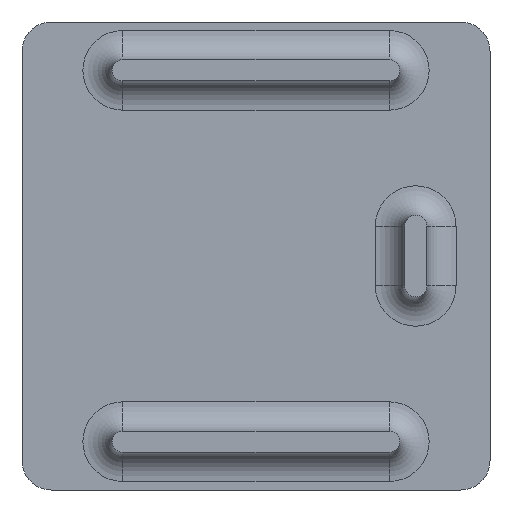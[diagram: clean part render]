
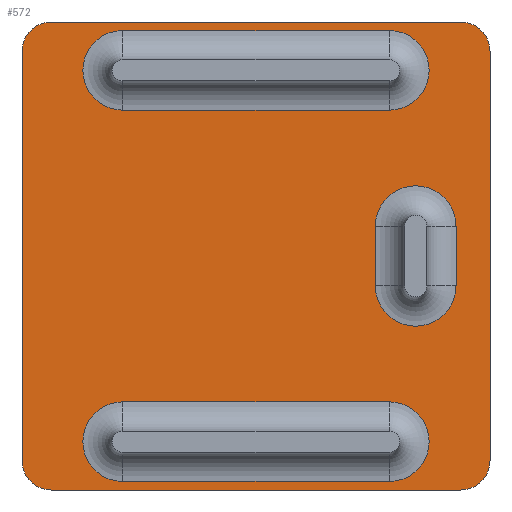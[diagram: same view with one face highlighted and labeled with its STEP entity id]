
A CAD part, front view. The second image highlights one B-rep face of the part: STEP entity #572.
In plain terms, the highlighted planar face has unit normal (0, -1, 0).
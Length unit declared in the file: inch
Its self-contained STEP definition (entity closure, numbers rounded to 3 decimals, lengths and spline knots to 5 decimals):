
#15=FACE_BOUND('',#185,.T.);
#16=FACE_BOUND('',#186,.T.);
#17=FACE_BOUND('',#187,.T.);
#19=PLANE('',#640);
#33=LINE('',#912,#79);
#35=LINE('',#921,#81);
#41=LINE('',#938,#87);
#42=LINE('',#942,#88);
#43=LINE('',#946,#89);
#44=LINE('',#949,#90);
#45=LINE('',#954,#91);
#46=LINE('',#957,#92);
#47=LINE('',#960,#93);
#48=LINE('',#964,#94);
#79=VECTOR('',#716,0.3937);
#81=VECTOR('',#728,0.3937);
#87=VECTOR('',#744,0.3937);
#88=VECTOR('',#747,0.3937);
#89=VECTOR('',#750,0.3937);
#90=VECTOR('',#753,0.3937);
#91=VECTOR('',#756,0.3937);
#92=VECTOR('',#759,0.3937);
#93=VECTOR('',#760,0.3937);
#94=VECTOR('',#763,0.3937);
#147=FACE_OUTER_BOUND('',#184,.T.);
#184=EDGE_LOOP('',(#416,#417,#418,#419,#420,#421,#422,#423));
#185=EDGE_LOOP('',(#424,#425,#426,#427));
#186=EDGE_LOOP('',(#428,#429,#430,#431));
#187=EDGE_LOOP('',(#432,#433,#434,#435));
#221=CIRCLE('',#629,0.17);
#224=CIRCLE('',#634,0.17);
#227=CIRCLE('',#641,0.125);
#228=CIRCLE('',#642,0.125);
#229=CIRCLE('',#643,0.125);
#230=CIRCLE('',#644,0.125);
#231=CIRCLE('',#645,0.1725);
#232=CIRCLE('',#646,0.1725);
#233=CIRCLE('',#647,0.17);
#234=CIRCLE('',#648,0.17);
#256=VERTEX_POINT('',#900);
#259=VERTEX_POINT('',#905);
#261=VERTEX_POINT('',#910);
#263=VERTEX_POINT('',#916);
#267=VERTEX_POINT('',#934);
#268=VERTEX_POINT('',#935);
#269=VERTEX_POINT('',#937);
#270=VERTEX_POINT('',#939);
#271=VERTEX_POINT('',#941);
#272=VERTEX_POINT('',#943);
#273=VERTEX_POINT('',#945);
#274=VERTEX_POINT('',#947);
#275=VERTEX_POINT('',#950);
#276=VERTEX_POINT('',#951);
#277=VERTEX_POINT('',#953);
#278=VERTEX_POINT('',#955);
#279=VERTEX_POINT('',#958);
#280=VERTEX_POINT('',#959);
#281=VERTEX_POINT('',#961);
#282=VERTEX_POINT('',#963);
#311=EDGE_CURVE('',#259,#256,#221,.T.);
#313=EDGE_CURVE('',#261,#259,#33,.T.);
#316=EDGE_CURVE('',#263,#261,#224,.T.);
#318=EDGE_CURVE('',#256,#263,#35,.T.);
#325=EDGE_CURVE('',#267,#268,#227,.T.);
#326=EDGE_CURVE('',#269,#267,#41,.T.);
#327=EDGE_CURVE('',#270,#269,#228,.T.);
#328=EDGE_CURVE('',#271,#270,#42,.T.);
#329=EDGE_CURVE('',#272,#271,#229,.T.);
#330=EDGE_CURVE('',#273,#272,#43,.T.);
#331=EDGE_CURVE('',#274,#273,#230,.T.);
#332=EDGE_CURVE('',#268,#274,#44,.T.);
#333=EDGE_CURVE('',#275,#276,#231,.T.);
#334=EDGE_CURVE('',#277,#275,#45,.T.);
#335=EDGE_CURVE('',#278,#277,#232,.T.);
#336=EDGE_CURVE('',#276,#278,#46,.T.);
#337=EDGE_CURVE('',#279,#280,#47,.T.);
#338=EDGE_CURVE('',#281,#279,#233,.T.);
#339=EDGE_CURVE('',#282,#281,#48,.T.);
#340=EDGE_CURVE('',#280,#282,#234,.T.);
#416=ORIENTED_EDGE('',*,*,#325,.F.);
#417=ORIENTED_EDGE('',*,*,#326,.F.);
#418=ORIENTED_EDGE('',*,*,#327,.F.);
#419=ORIENTED_EDGE('',*,*,#328,.F.);
#420=ORIENTED_EDGE('',*,*,#329,.F.);
#421=ORIENTED_EDGE('',*,*,#330,.F.);
#422=ORIENTED_EDGE('',*,*,#331,.F.);
#423=ORIENTED_EDGE('',*,*,#332,.F.);
#424=ORIENTED_EDGE('',*,*,#333,.F.);
#425=ORIENTED_EDGE('',*,*,#334,.F.);
#426=ORIENTED_EDGE('',*,*,#335,.F.);
#427=ORIENTED_EDGE('',*,*,#336,.F.);
#428=ORIENTED_EDGE('',*,*,#337,.F.);
#429=ORIENTED_EDGE('',*,*,#338,.F.);
#430=ORIENTED_EDGE('',*,*,#339,.F.);
#431=ORIENTED_EDGE('',*,*,#340,.F.);
#432=ORIENTED_EDGE('',*,*,#311,.F.);
#433=ORIENTED_EDGE('',*,*,#313,.F.);
#434=ORIENTED_EDGE('',*,*,#316,.F.);
#435=ORIENTED_EDGE('',*,*,#318,.F.);
#572=ADVANCED_FACE('',(#147,#15,#16,#17),#19,.F.);
#629=AXIS2_PLACEMENT_3D('',#907,#710,#711);
#634=AXIS2_PLACEMENT_3D('',#918,#722,#723);
#640=AXIS2_PLACEMENT_3D('',#933,#740,#741);
#641=AXIS2_PLACEMENT_3D('',#936,#742,#743);
#642=AXIS2_PLACEMENT_3D('',#940,#745,#746);
#643=AXIS2_PLACEMENT_3D('',#944,#748,#749);
#644=AXIS2_PLACEMENT_3D('',#948,#751,#752);
#645=AXIS2_PLACEMENT_3D('',#952,#754,#755);
#646=AXIS2_PLACEMENT_3D('',#956,#757,#758);
#647=AXIS2_PLACEMENT_3D('',#962,#761,#762);
#648=AXIS2_PLACEMENT_3D('',#965,#764,#765);
#710=DIRECTION('center_axis',(0.,-1.,0.));
#711=DIRECTION('ref_axis',(-1.,0.,0.));
#716=DIRECTION('',(-1.,0.,0.));
#722=DIRECTION('center_axis',(0.,-1.,0.));
#723=DIRECTION('ref_axis',(1.,0.,0.));
#728=DIRECTION('',(1.,0.,0.));
#740=DIRECTION('center_axis',(0.,1.,0.));
#741=DIRECTION('ref_axis',(0.,0.,1.));
#742=DIRECTION('center_axis',(0.,1.,0.));
#743=DIRECTION('ref_axis',(-0.707,0.,-0.707));
#744=DIRECTION('',(-1.,0.,0.));
#745=DIRECTION('center_axis',(0.,1.,0.));
#746=DIRECTION('ref_axis',(0.707,0.,-0.707));
#747=DIRECTION('',(0.,0.,-1.));
#748=DIRECTION('center_axis',(0.,1.,0.));
#749=DIRECTION('ref_axis',(0.707,0.,0.707));
#750=DIRECTION('',(1.,0.,0.));
#751=DIRECTION('center_axis',(0.,1.,0.));
#752=DIRECTION('ref_axis',(-0.707,0.,0.707));
#753=DIRECTION('',(0.,0.,1.));
#754=DIRECTION('center_axis',(0.,-1.,0.));
#755=DIRECTION('ref_axis',(0.,0.,1.));
#756=DIRECTION('',(0.,0.,1.));
#757=DIRECTION('center_axis',(0.,-1.,0.));
#758=DIRECTION('ref_axis',(0.,0.,-1.));
#759=DIRECTION('',(0.,0.,-1.));
#760=DIRECTION('',(1.,0.,0.));
#761=DIRECTION('center_axis',(0.,-1.,0.));
#762=DIRECTION('ref_axis',(-1.,0.,0.));
#763=DIRECTION('',(-1.,0.,0.));
#764=DIRECTION('center_axis',(0.,-1.,0.));
#765=DIRECTION('ref_axis',(1.,0.,0.));
#900=CARTESIAN_POINT('',(-0.57,0.,0.6235));
#905=CARTESIAN_POINT('',(-0.57,0.,0.9635));
#907=CARTESIAN_POINT('Origin',(-0.57,0.,0.7935));
#910=CARTESIAN_POINT('',(0.57,0.,0.9635));
#912=CARTESIAN_POINT('',(0.285,0.,0.9635));
#916=CARTESIAN_POINT('',(0.57,0.,0.6235));
#918=CARTESIAN_POINT('Origin',(0.57,0.,0.7935));
#921=CARTESIAN_POINT('',(-0.285,0.,0.6235));
#933=CARTESIAN_POINT('Origin',(0.,0.,0.));
#934=CARTESIAN_POINT('',(-0.875,0.,-1.));
#935=CARTESIAN_POINT('',(-1.,0.,-0.875));
#936=CARTESIAN_POINT('Origin',(-0.875,0.,-0.875));
#937=CARTESIAN_POINT('',(0.875,0.,-1.));
#938=CARTESIAN_POINT('',(1.,0.,-1.));
#939=CARTESIAN_POINT('',(1.,0.,-0.875));
#940=CARTESIAN_POINT('Origin',(0.875,0.,-0.875));
#941=CARTESIAN_POINT('',(1.,0.,0.875));
#942=CARTESIAN_POINT('',(1.,0.,1.));
#943=CARTESIAN_POINT('',(0.875,0.,1.));
#944=CARTESIAN_POINT('Origin',(0.875,0.,0.875));
#945=CARTESIAN_POINT('',(-0.875,0.,1.));
#946=CARTESIAN_POINT('',(-1.,0.,1.));
#947=CARTESIAN_POINT('',(-1.,0.,0.875));
#948=CARTESIAN_POINT('Origin',(-0.875,0.,0.875));
#949=CARTESIAN_POINT('',(-1.,0.,-1.));
#950=CARTESIAN_POINT('',(0.855,0.,0.1275));
#951=CARTESIAN_POINT('',(0.51,0.,0.1275));
#952=CARTESIAN_POINT('Origin',(0.6825,0.,0.1275));
#953=CARTESIAN_POINT('',(0.855,0.,-0.1275));
#954=CARTESIAN_POINT('',(0.855,0.,-0.06375));
#955=CARTESIAN_POINT('',(0.51,0.,-0.1275));
#956=CARTESIAN_POINT('Origin',(0.6825,0.,-0.1275));
#957=CARTESIAN_POINT('',(0.51,0.,0.06375));
#958=CARTESIAN_POINT('',(-0.57,0.,-0.9635));
#959=CARTESIAN_POINT('',(0.57,0.,-0.9635));
#960=CARTESIAN_POINT('',(-0.285,0.,-0.9635));
#961=CARTESIAN_POINT('',(-0.57,0.,-0.6235));
#962=CARTESIAN_POINT('Origin',(-0.57,0.,-0.7935));
#963=CARTESIAN_POINT('',(0.57,0.,-0.6235));
#964=CARTESIAN_POINT('',(0.285,0.,-0.6235));
#965=CARTESIAN_POINT('Origin',(0.57,0.,-0.7935));
